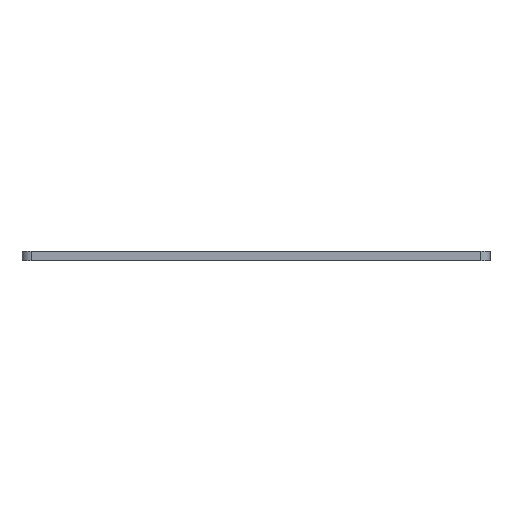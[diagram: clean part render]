
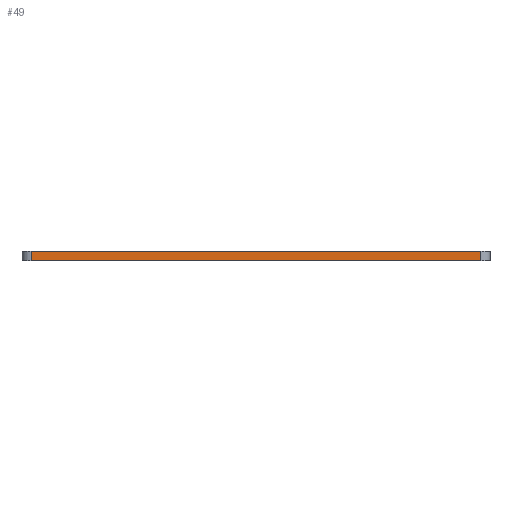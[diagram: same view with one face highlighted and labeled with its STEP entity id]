
A CAD part, front view. The second image highlights one B-rep face of the part: STEP entity #49.
In plain terms, the highlighted planar face has unit normal (0, -1, 0).
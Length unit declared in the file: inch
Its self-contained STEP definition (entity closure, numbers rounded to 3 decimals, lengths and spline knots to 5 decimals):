
#49 = ADVANCED_FACE ( 'NONE', ( #56 ), #1705, .T. ) ;
#56 = FACE_OUTER_BOUND ( 'NONE', #489, .T. ) ;
#78 = DIRECTION ( 'NONE',  ( 1., 0., 0. ) ) ;
#153 = VERTEX_POINT ( 'NONE', #446 ) ;
#188 = VERTEX_POINT ( 'NONE', #1779 ) ;
#251 = VECTOR ( 'NONE', #1600, 39.37008 ) ;
#329 = ORIENTED_EDGE ( 'NONE', *, *, #1634, .T. ) ;
#332 = DIRECTION ( 'NONE',  ( 0., 0., -1. ) ) ;
#446 = CARTESIAN_POINT ( 'NONE',  ( -5.91, -5.85, -0.25 ) ) ;
#461 = CARTESIAN_POINT ( 'NONE',  ( -6.16, -5.85, -0.25 ) ) ;
#489 = EDGE_LOOP ( 'NONE', ( #329, #722, #675, #1584 ) ) ;
#510 = CARTESIAN_POINT ( 'NONE',  ( -5.91, -5.85, 0. ) ) ;
#617 = CARTESIAN_POINT ( 'NONE',  ( -5.91, -5.85, -0.25 ) ) ;
#633 = VECTOR ( 'NONE', #1080, 39.37008 ) ;
#675 = ORIENTED_EDGE ( 'NONE', *, *, #936, .F. ) ;
#696 = VECTOR ( 'NONE', #78, 39.37008 ) ;
#722 = ORIENTED_EDGE ( 'NONE', *, *, #1407, .T. ) ;
#732 = CARTESIAN_POINT ( 'NONE',  ( -6.16, -5.85, -0.25 ) ) ;
#734 = CARTESIAN_POINT ( 'NONE',  ( 5.91, -5.85, 0. ) ) ;
#753 = AXIS2_PLACEMENT_3D ( 'NONE', #461, #1022, #332 ) ;
#793 = LINE ( 'NONE', #1097, #1161 ) ;
#854 = VERTEX_POINT ( 'NONE', #510 ) ;
#862 = LINE ( 'NONE', #732, #696 ) ;
#896 = EDGE_CURVE ( 'NONE', #854, #153, #1039, .T. ) ;
#936 = EDGE_CURVE ( 'NONE', #854, #1203, #1216, .T. ) ;
#1022 = DIRECTION ( 'NONE',  ( 0., -1., 0. ) ) ;
#1039 = LINE ( 'NONE', #617, #251 ) ;
#1080 = DIRECTION ( 'NONE',  ( 1., 0., 0. ) ) ;
#1097 = CARTESIAN_POINT ( 'NONE',  ( 5.91, -5.85, -0.25 ) ) ;
#1161 = VECTOR ( 'NONE', #1766, 39.37008 ) ;
#1203 = VERTEX_POINT ( 'NONE', #734 ) ;
#1216 = LINE ( 'NONE', #1761, #633 ) ;
#1407 = EDGE_CURVE ( 'NONE', #188, #1203, #793, .T. ) ;
#1584 = ORIENTED_EDGE ( 'NONE', *, *, #896, .T. ) ;
#1600 = DIRECTION ( 'NONE',  ( 0., 0., -1. ) ) ;
#1634 = EDGE_CURVE ( 'NONE', #153, #188, #862, .T. ) ;
#1705 = PLANE ( 'NONE',  #753 ) ;
#1761 = CARTESIAN_POINT ( 'NONE',  ( -6.16, -5.85, 0. ) ) ;
#1766 = DIRECTION ( 'NONE',  ( 0., 0., 1. ) ) ;
#1779 = CARTESIAN_POINT ( 'NONE',  ( 5.91, -5.85, -0.25 ) ) ;
